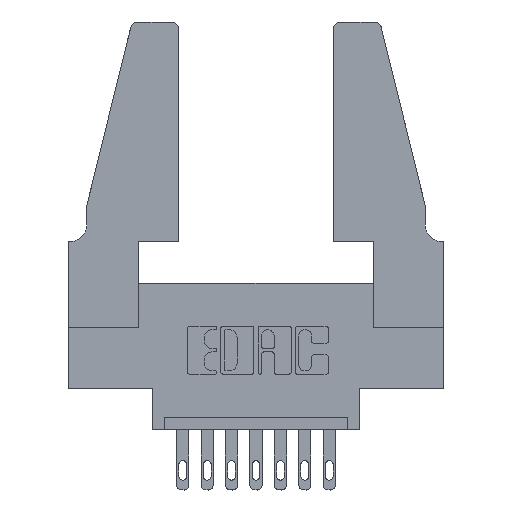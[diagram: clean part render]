
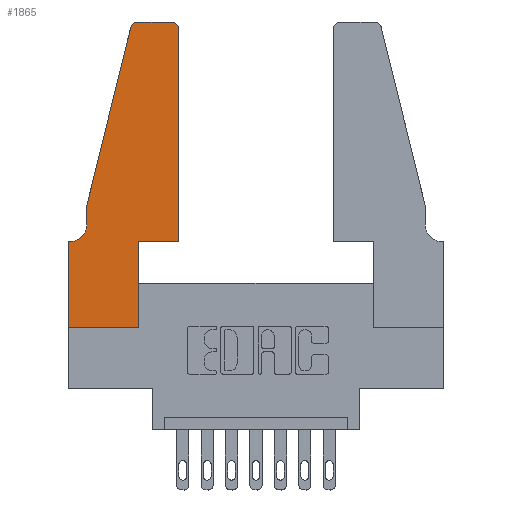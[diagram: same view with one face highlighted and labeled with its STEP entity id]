
A CAD part, top view. The second image highlights one B-rep face of the part: STEP entity #1865.
In plain terms, the highlighted planar face has unit normal (0, 0, 1).
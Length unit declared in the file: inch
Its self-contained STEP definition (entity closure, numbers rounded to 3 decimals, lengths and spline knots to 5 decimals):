
#411 = AXIS2_PLACEMENT_3D ( 'NONE', #8414, #9405, #10321 ) ;
#415 = DIRECTION ( 'NONE',  ( 0., -1., 0. ) ) ;
#562 = LINE ( 'NONE', #7529, #12212 ) ;
#641 = VECTOR ( 'NONE', #2940, 39.37008 ) ;
#686 = VECTOR ( 'NONE', #2401, 39.37008 ) ;
#852 = VERTEX_POINT ( 'NONE', #5793 ) ;
#993 = ORIENTED_EDGE ( 'NONE', *, *, #11479, .T. ) ;
#1028 = PLANE ( 'NONE',  #411 ) ;
#1112 = LINE ( 'NONE', #11364, #5958 ) ;
#1121 = CARTESIAN_POINT ( 'NONE',  ( 0.0055, 0.42, 0.37 ) ) ;
#1161 = DIRECTION ( 'NONE',  ( 0., 0., -1. ) ) ;
#1177 = CARTESIAN_POINT ( 'NONE',  ( 0.284, 1.25, 0.37 ) ) ;
#1228 = CARTESIAN_POINT ( 'NONE',  ( 0., 0., 0.37 ) ) ;
#1269 = VERTEX_POINT ( 'NONE', #2259 ) ;
#1722 = DIRECTION ( 'NONE',  ( 0., -1., 0. ) ) ;
#1724 = CARTESIAN_POINT ( 'NONE',  ( 0., 0., 0.37 ) ) ;
#1865 = ADVANCED_FACE ( 'NONE', ( #2308 ), #1028, .T. ) ;
#1885 = EDGE_CURVE ( 'NONE', #8157, #1269, #2736, .T. ) ;
#2095 = EDGE_CURVE ( 'NONE', #4295, #852, #4675, .T. ) ;
#2175 = LINE ( 'NONE', #2410, #11330 ) ;
#2259 = CARTESIAN_POINT ( 'NONE',  ( 0.2865, 0.35, 0.37 ) ) ;
#2308 = FACE_OUTER_BOUND ( 'NONE', #4309, .T. ) ;
#2401 = DIRECTION ( 'NONE',  ( 0., 1., 0. ) ) ;
#2410 = CARTESIAN_POINT ( 'NONE',  ( 0.0755, 0.5, 0.37 ) ) ;
#2577 = LINE ( 'NONE', #12068, #10228 ) ;
#2578 = AXIS2_PLACEMENT_3D ( 'NONE', #7265, #10065, #9151 ) ;
#2736 = LINE ( 'NONE', #6523, #3483 ) ;
#2888 = CARTESIAN_POINT ( 'NONE',  ( 0.284, 1.22, 0.37 ) ) ;
#2940 = DIRECTION ( 'NONE',  ( 1., 0., 0. ) ) ;
#3075 = CARTESIAN_POINT ( 'NONE',  ( 0.4505, 0.35, 0.37 ) ) ;
#3192 = CARTESIAN_POINT ( 'NONE',  ( 0.0755, 0.42, 0.37 ) ) ;
#3483 = VECTOR ( 'NONE', #7469, 39.37008 ) ;
#3705 = VERTEX_POINT ( 'NONE', #6739 ) ;
#3777 = EDGE_CURVE ( 'NONE', #4639, #8157, #9606, .T. ) ;
#3844 = ORIENTED_EDGE ( 'NONE', *, *, #2095, .T. ) ;
#3947 = VERTEX_POINT ( 'NONE', #11692 ) ;
#4062 = VECTOR ( 'NONE', #4980, 39.37008 ) ;
#4295 = VERTEX_POINT ( 'NONE', #3075 ) ;
#4303 = CARTESIAN_POINT ( 'NONE',  ( 0.4505, 0.35, 0.37 ) ) ;
#4309 = EDGE_LOOP ( 'NONE', ( #6310, #993, #6176, #5481, #9738, #8238, #6035, #9361, #9680, #7520, #3844, #5968 ) ) ;
#4341 = EDGE_CURVE ( 'NONE', #3705, #5635, #6499, .T. ) ;
#4639 = VERTEX_POINT ( 'NONE', #1724 ) ;
#4675 = LINE ( 'NONE', #4303, #686 ) ;
#4680 = CIRCLE ( 'NONE', #5433, 0.03 ) ;
#4980 = DIRECTION ( 'NONE',  ( -1., 0., 0. ) ) ;
#5022 = VERTEX_POINT ( 'NONE', #1177 ) ;
#5248 = CIRCLE ( 'NONE', #11554, 0.07 ) ;
#5433 = AXIS2_PLACEMENT_3D ( 'NONE', #2888, #11467, #7646 ) ;
#5481 = ORIENTED_EDGE ( 'NONE', *, *, #6600, .T. ) ;
#5635 = VERTEX_POINT ( 'NONE', #9562 ) ;
#5793 = CARTESIAN_POINT ( 'NONE',  ( 0.4505, 1.22, 0.37 ) ) ;
#5891 = VERTEX_POINT ( 'NONE', #3192 ) ;
#5958 = VECTOR ( 'NONE', #10230, 39.37008 ) ;
#5968 = ORIENTED_EDGE ( 'NONE', *, *, #8589, .T. ) ;
#6035 = ORIENTED_EDGE ( 'NONE', *, *, #8566, .T. ) ;
#6176 = ORIENTED_EDGE ( 'NONE', *, *, #8624, .T. ) ;
#6310 = ORIENTED_EDGE ( 'NONE', *, *, #8243, .T. ) ;
#6461 = EDGE_CURVE ( 'NONE', #1269, #4295, #562, .T. ) ;
#6499 = LINE ( 'NONE', #8953, #9299 ) ;
#6523 = CARTESIAN_POINT ( 'NONE',  ( 0.2865, 0.35, 0.37 ) ) ;
#6600 = EDGE_CURVE ( 'NONE', #8782, #5891, #2175, .T. ) ;
#6739 = CARTESIAN_POINT ( 'NONE',  ( 0.0055, 0.35, 0.37 ) ) ;
#6986 = CIRCLE ( 'NONE', #2578, 0.03 ) ;
#7143 = CARTESIAN_POINT ( 'NONE',  ( 0.4205, 1.25, 0.37 ) ) ;
#7265 = CARTESIAN_POINT ( 'NONE',  ( 0.4205, 1.22, 0.37 ) ) ;
#7469 = DIRECTION ( 'NONE',  ( 0., 1., 0. ) ) ;
#7520 = ORIENTED_EDGE ( 'NONE', *, *, #6461, .T. ) ;
#7529 = CARTESIAN_POINT ( 'NONE',  ( 0.4505, 0.35, 0.37 ) ) ;
#7646 = DIRECTION ( 'NONE',  ( 1., 0., 0. ) ) ;
#7739 = DIRECTION ( 'NONE',  ( -1., 0., 0. ) ) ;
#8157 = VERTEX_POINT ( 'NONE', #9368 ) ;
#8238 = ORIENTED_EDGE ( 'NONE', *, *, #4341, .T. ) ;
#8243 = EDGE_CURVE ( 'NONE', #8408, #5022, #11598, .T. ) ;
#8408 = VERTEX_POINT ( 'NONE', #7143 ) ;
#8414 = CARTESIAN_POINT ( 'NONE',  ( 0., 0.35, 0.37 ) ) ;
#8566 = EDGE_CURVE ( 'NONE', #5635, #4639, #2577, .T. ) ;
#8589 = EDGE_CURVE ( 'NONE', #852, #8408, #6986, .T. ) ;
#8609 = CARTESIAN_POINT ( 'NONE',  ( 0.0755, 0.5, 0.37 ) ) ;
#8624 = EDGE_CURVE ( 'NONE', #3947, #8782, #1112, .T. ) ;
#8782 = VERTEX_POINT ( 'NONE', #8609 ) ;
#8880 = DIRECTION ( 'NONE',  ( 1., 0., 0. ) ) ;
#8953 = CARTESIAN_POINT ( 'NONE',  ( 0.0755, 0.35, 0.37 ) ) ;
#9151 = DIRECTION ( 'NONE',  ( 1., 0., 0. ) ) ;
#9299 = VECTOR ( 'NONE', #11629, 39.37008 ) ;
#9361 = ORIENTED_EDGE ( 'NONE', *, *, #3777, .T. ) ;
#9368 = CARTESIAN_POINT ( 'NONE',  ( 0.2865, 0., 0.37 ) ) ;
#9405 = DIRECTION ( 'NONE',  ( 0., 0., 1. ) ) ;
#9562 = CARTESIAN_POINT ( 'NONE',  ( 0., 0.35, 0.37 ) ) ;
#9606 = LINE ( 'NONE', #1228, #641 ) ;
#9680 = ORIENTED_EDGE ( 'NONE', *, *, #1885, .T. ) ;
#9738 = ORIENTED_EDGE ( 'NONE', *, *, #11676, .T. ) ;
#10065 = DIRECTION ( 'NONE',  ( 0., 0., 1. ) ) ;
#10228 = VECTOR ( 'NONE', #1722, 39.37008 ) ;
#10230 = DIRECTION ( 'NONE',  ( -0.239, -0.971, 0. ) ) ;
#10321 = DIRECTION ( 'NONE',  ( 1., 0., 0. ) ) ;
#11330 = VECTOR ( 'NONE', #415, 39.37008 ) ;
#11364 = CARTESIAN_POINT ( 'NONE',  ( 0.0755, 0.5, 0.37 ) ) ;
#11467 = DIRECTION ( 'NONE',  ( 0., 0., 1. ) ) ;
#11479 = EDGE_CURVE ( 'NONE', #5022, #3947, #4680, .T. ) ;
#11554 = AXIS2_PLACEMENT_3D ( 'NONE', #1121, #1161, #7739 ) ;
#11598 = LINE ( 'NONE', #11701, #4062 ) ;
#11629 = DIRECTION ( 'NONE',  ( -1., 0., 0. ) ) ;
#11676 = EDGE_CURVE ( 'NONE', #5891, #3705, #5248, .T. ) ;
#11692 = CARTESIAN_POINT ( 'NONE',  ( 0.25487, 1.22718, 0.37 ) ) ;
#11701 = CARTESIAN_POINT ( 'NONE',  ( 0.2605, 1.25, 0.37 ) ) ;
#12068 = CARTESIAN_POINT ( 'NONE',  ( 0., 0., 0.37 ) ) ;
#12212 = VECTOR ( 'NONE', #8880, 39.37008 ) ;
